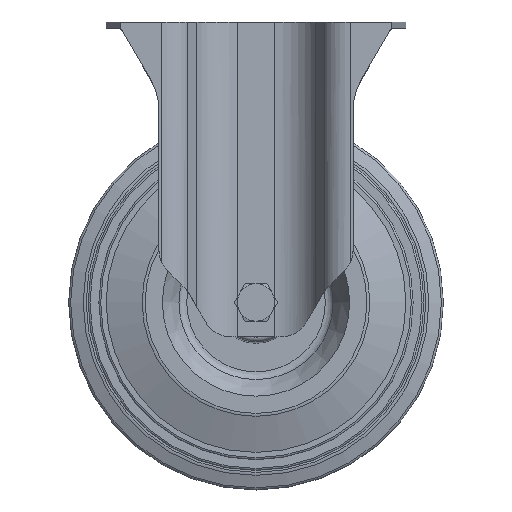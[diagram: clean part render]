
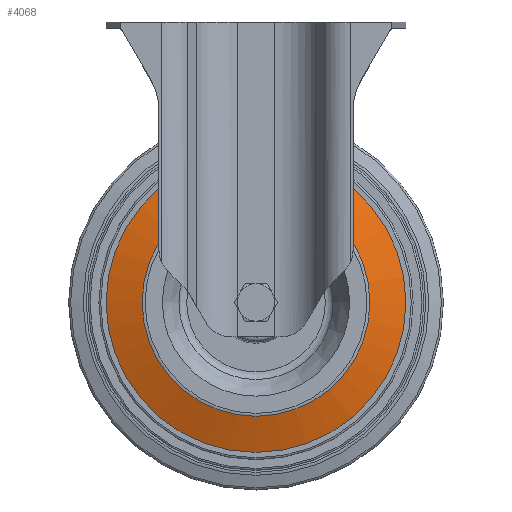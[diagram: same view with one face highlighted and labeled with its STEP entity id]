
A CAD part, top view. The second image highlights one B-rep face of the part: STEP entity #4068.
In plain terms, the highlighted conical face has half-angle 71 degrees and reference radius 50 mm.
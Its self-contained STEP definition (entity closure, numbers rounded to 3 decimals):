
#558=LINE('',#7349,#825);
#825=VECTOR('',#5757,50.);
#1122=FACE_OUTER_BOUND('',#1388,.T.);
#1388=EDGE_LOOP('',(#3692,#3693,#3694,#3695));
#1587=CIRCLE('',#4610,50.);
#1588=CIRCLE('',#4612,37.975);
#2020=VERTEX_POINT('',#7345);
#2021=VERTEX_POINT('',#7348);
#2582=EDGE_CURVE('',#2020,#2020,#1587,.T.);
#2583=EDGE_CURVE('',#2020,#2021,#558,.T.);
#2584=EDGE_CURVE('',#2021,#2021,#1588,.T.);
#3692=ORIENTED_EDGE('',*,*,#2582,.F.);
#3693=ORIENTED_EDGE('',*,*,#2583,.T.);
#3694=ORIENTED_EDGE('',*,*,#2584,.T.);
#3695=ORIENTED_EDGE('',*,*,#2583,.F.);
#3854=CONICAL_SURFACE('',#4611,50.,1.239);
#4068=ADVANCED_FACE('',(#1122),#3854,.T.);
#4610=AXIS2_PLACEMENT_3D('',#7346,#5753,#5754);
#4611=AXIS2_PLACEMENT_3D('',#7347,#5755,#5756);
#4612=AXIS2_PLACEMENT_3D('',#7350,#5758,#5759);
#5753=DIRECTION('center_axis',(0.,0.,-1.));
#5754=DIRECTION('ref_axis',(-1.,0.,0.));
#5755=DIRECTION('center_axis',(0.,0.,-1.));
#5756=DIRECTION('ref_axis',(-1.,0.,0.));
#5757=DIRECTION('',(-0.946,0.,0.326));
#5758=DIRECTION('center_axis',(0.,0.,-1.));
#5759=DIRECTION('ref_axis',(-1.,0.,0.));
#7345=CARTESIAN_POINT('',(50.,0.,14.196));
#7346=CARTESIAN_POINT('Origin',(0.,0.,14.196));
#7347=CARTESIAN_POINT('Origin',(0.,0.,14.196));
#7348=CARTESIAN_POINT('',(37.975,0.,18.337));
#7349=CARTESIAN_POINT('',(50.,0.,14.196));
#7350=CARTESIAN_POINT('Origin',(0.,0.,18.337));
